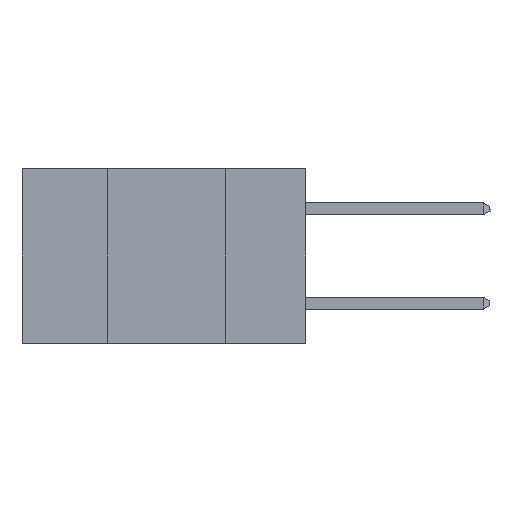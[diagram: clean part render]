
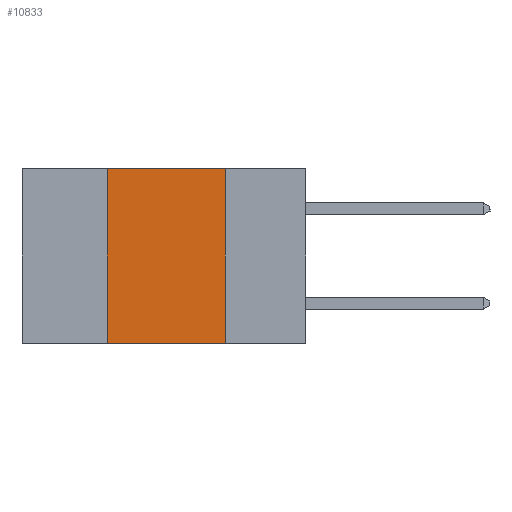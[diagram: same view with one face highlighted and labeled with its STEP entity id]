
A CAD part, left-side view. The second image highlights one B-rep face of the part: STEP entity #10833.
In plain terms, the highlighted planar face has unit normal (-1, 0, 0).
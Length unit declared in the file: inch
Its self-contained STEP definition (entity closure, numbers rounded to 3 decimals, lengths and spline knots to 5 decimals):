
#271 = VERTEX_POINT ( 'NONE', #10520 ) ;
#783 = EDGE_CURVE ( 'NONE', #271, #7199, #20183, .T. ) ;
#973 = DIRECTION ( 'NONE',  ( 0., 0., -1. ) ) ;
#2834 = EDGE_CURVE ( 'NONE', #7199, #4978, #23197, .T. ) ;
#2941 = CARTESIAN_POINT ( 'NONE',  ( 0., 0.42, 0. ) ) ;
#2986 = CARTESIAN_POINT ( 'NONE',  ( 0., 0.17, -0.37 ) ) ;
#3296 = EDGE_CURVE ( 'NONE', #271, #9987, #5097, .T. ) ;
#4978 = VERTEX_POINT ( 'NONE', #19059 ) ;
#5097 = LINE ( 'NONE', #20042, #23182 ) ;
#5312 = CARTESIAN_POINT ( 'NONE',  ( 0., 0.6, 0. ) ) ;
#7158 = DIRECTION ( 'NONE',  ( 0., 0., -1. ) ) ;
#7199 = VERTEX_POINT ( 'NONE', #21109 ) ;
#7827 = CARTESIAN_POINT ( 'NONE',  ( 0., 0.6, 0. ) ) ;
#7940 = EDGE_LOOP ( 'NONE', ( #14967, #11283, #16655, #12996 ) ) ;
#9673 = DIRECTION ( 'NONE',  ( 0., -1., 0. ) ) ;
#9987 = VERTEX_POINT ( 'NONE', #2986 ) ;
#10394 = VECTOR ( 'NONE', #973, 39.37008 ) ;
#10520 = CARTESIAN_POINT ( 'NONE',  ( 0., 0.42, -0.37 ) ) ;
#10833 = ADVANCED_FACE ( 'NONE', ( #17231 ), #14391, .F. ) ;
#10944 = LINE ( 'NONE', #13843, #10394 ) ;
#11283 = ORIENTED_EDGE ( 'NONE', *, *, #2834, .F. ) ;
#12908 = DIRECTION ( 'NONE',  ( 0., -1., 0. ) ) ;
#12996 = ORIENTED_EDGE ( 'NONE', *, *, #3296, .T. ) ;
#13843 = CARTESIAN_POINT ( 'NONE',  ( 0., 0.17, 0. ) ) ;
#14391 = PLANE ( 'NONE',  #22753 ) ;
#14608 = DIRECTION ( 'NONE',  ( 0., 0., 1. ) ) ;
#14967 = ORIENTED_EDGE ( 'NONE', *, *, #21991, .F. ) ;
#15425 = VECTOR ( 'NONE', #14608, 39.37008 ) ;
#16655 = ORIENTED_EDGE ( 'NONE', *, *, #783, .F. ) ;
#17231 = FACE_OUTER_BOUND ( 'NONE', #7940, .T. ) ;
#18015 = DIRECTION ( 'NONE',  ( 1., 0., 0. ) ) ;
#19059 = CARTESIAN_POINT ( 'NONE',  ( 0., 0.17, 0. ) ) ;
#20042 = CARTESIAN_POINT ( 'NONE',  ( 0., 0.6, -0.37 ) ) ;
#20183 = LINE ( 'NONE', #2941, #15425 ) ;
#21109 = CARTESIAN_POINT ( 'NONE',  ( 0., 0.42, 0. ) ) ;
#21991 = EDGE_CURVE ( 'NONE', #4978, #9987, #10944, .T. ) ;
#22660 = VECTOR ( 'NONE', #9673, 39.37008 ) ;
#22753 = AXIS2_PLACEMENT_3D ( 'NONE', #5312, #18015, #7158 ) ;
#23182 = VECTOR ( 'NONE', #12908, 39.37008 ) ;
#23197 = LINE ( 'NONE', #7827, #22660 ) ;
